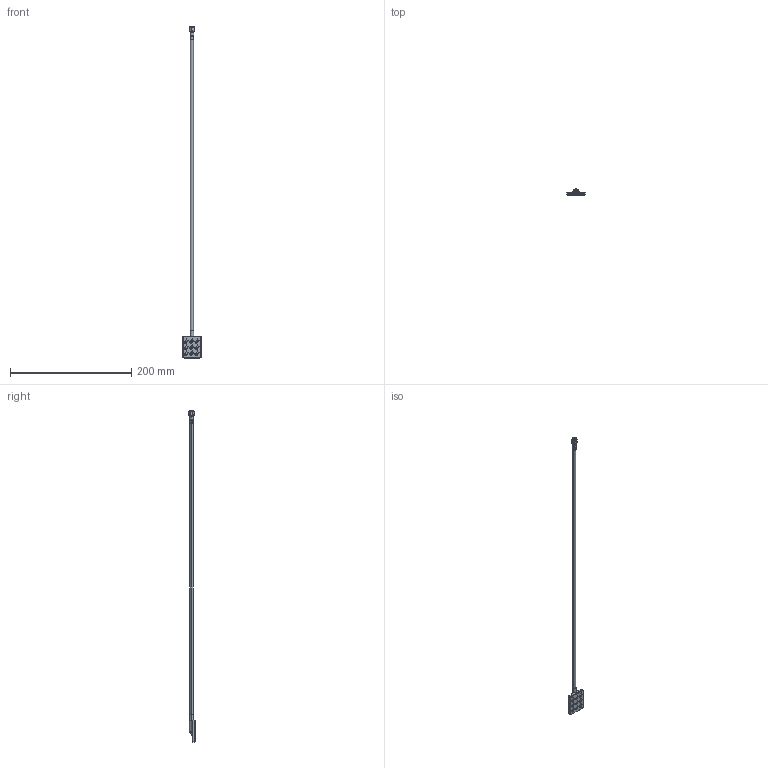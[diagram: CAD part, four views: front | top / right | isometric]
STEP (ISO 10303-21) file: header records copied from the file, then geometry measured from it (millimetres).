
FILE_DESCRIPTION (( 'STEP AP214' ), '1' );
FILE_NAME ('PCUWB01.01.0500G.STEP', '2022-07-26T14:17:30', ( '' ), ( '' ), 'SwSTEP 2.0', 'SolidWorks 2018', '' );
FILE_SCHEMA (( 'AUTOMOTIVE_DESIGN' ));
Length unit declared in the file: millimetre
Products named in the file (9): PCUWB01.01.0500G_ASM1; PCB; heat shrink tube; 000116F000013A; TGC200; SMA-28650; PCUWB01.01.0500G; ADAHESIVE; PCUWB01.01.0500G_ASM2
Assembly tree (8 placements, depth 4):
  PCUWB01.01.0500G
    PCUWB01.01.0500G_ASM1
      PCUWB01.01.0500G_ASM2
        PCB
        TGC200
      000116F000013A
    SMA-28650
    ADAHESIVE
    heat shrink tube
Bounding box: 30 x 10.83 x 546.71 mm (x, y, z)
Volume: 12854 mm3; surface area: 18232.1 mm2
Topology: 12 solids, 14 shells, 644 faces, 1685 edges, 1100 vertices
Faces by surface type: plane 276, bspline 202, cylinder 114, torus 26, cone 22, sphere 4
Entity records: 35918 total; most frequent: CARTESIAN_POINT 14765, ORIENTED_EDGE 3362, DIRECTION 2430, EDGE_CURVE 1683, VERTEX_POINT 1100, LINE 930, VECTOR 930, AXIS2_PLACEMENT_3D 750
